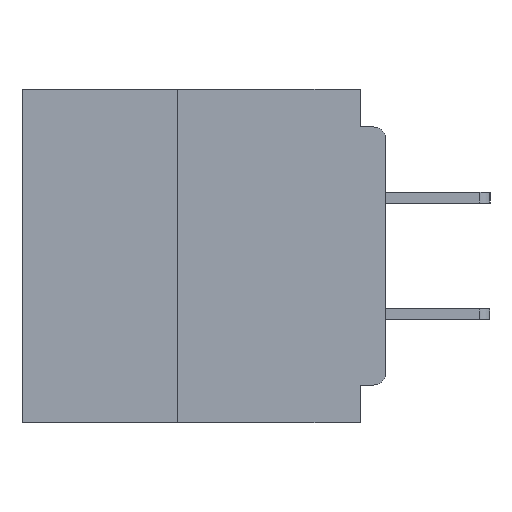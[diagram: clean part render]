
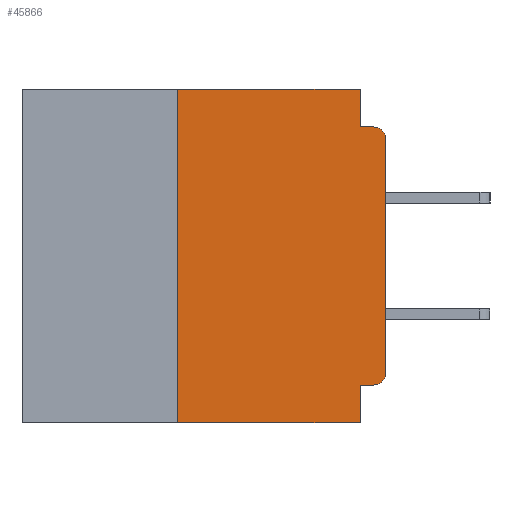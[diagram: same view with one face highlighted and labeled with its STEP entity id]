
A CAD part, left-side view. The second image highlights one B-rep face of the part: STEP entity #45866.
In plain terms, the highlighted planar face has unit normal (-1, 0, 0).
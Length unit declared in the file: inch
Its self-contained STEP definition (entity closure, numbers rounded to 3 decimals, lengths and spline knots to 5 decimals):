
#152 = VECTOR ( 'NONE', #13688, 39.37008 ) ;
#1618 = CARTESIAN_POINT ( 'NONE',  ( 0., 0.25, 0. ) ) ;
#2200 = VERTEX_POINT ( 'NONE', #10323 ) ;
#5918 = CARTESIAN_POINT ( 'NONE',  ( 0., 0.031, 0. ) ) ;
#6067 = EDGE_CURVE ( 'NONE', #40518, #24345, #30437, .T. ) ;
#6192 = VECTOR ( 'NONE', #54684, 39.37008 ) ;
#7487 = LINE ( 'NONE', #34358, #28852 ) ;
#7597 = CARTESIAN_POINT ( 'NONE',  ( 0., 0.031, -0.4 ) ) ;
#7640 = ORIENTED_EDGE ( 'NONE', *, *, #54252, .T. ) ;
#7998 = VERTEX_POINT ( 'NONE', #40064 ) ;
#8582 = CARTESIAN_POINT ( 'NONE',  ( 0., 0., 0. ) ) ;
#9409 = CARTESIAN_POINT ( 'NONE',  ( 0., 0.437, 0. ) ) ;
#9994 = AXIS2_PLACEMENT_3D ( 'NONE', #22678, #52369, #26957 ) ;
#10323 = CARTESIAN_POINT ( 'NONE',  ( 0., 0.015, -0.045 ) ) ;
#10771 = DIRECTION ( 'NONE',  ( 0., 0., 1. ) ) ;
#12878 = DIRECTION ( 'NONE',  ( 0., 0., 1. ) ) ;
#13688 = DIRECTION ( 'NONE',  ( 0., -1., 0. ) ) ;
#14464 = LINE ( 'NONE', #52445, #47071 ) ;
#14691 = PLANE ( 'NONE',  #45346 ) ;
#16422 = EDGE_CURVE ( 'NONE', #32918, #2200, #43703, .T. ) ;
#16800 = ORIENTED_EDGE ( 'NONE', *, *, #6067, .T. ) ;
#17945 = ORIENTED_EDGE ( 'NONE', *, *, #52525, .F. ) ;
#18221 = VERTEX_POINT ( 'NONE', #40246 ) ;
#18752 = LINE ( 'NONE', #19353, #51324 ) ;
#19014 = DIRECTION ( 'NONE',  ( 0., 0., -1. ) ) ;
#19081 = VECTOR ( 'NONE', #12878, 39.37008 ) ;
#19353 = CARTESIAN_POINT ( 'NONE',  ( 0., 0.25, -0.4 ) ) ;
#19726 = VERTEX_POINT ( 'NONE', #37167 ) ;
#20554 = VECTOR ( 'NONE', #38789, 39.37008 ) ;
#22678 = CARTESIAN_POINT ( 'NONE',  ( 0., 0.015, -0.06 ) ) ;
#22917 = DIRECTION ( 'NONE',  ( -1., 0., 0. ) ) ;
#24345 = VERTEX_POINT ( 'NONE', #35337 ) ;
#24747 = VERTEX_POINT ( 'NONE', #5918 ) ;
#25914 = ORIENTED_EDGE ( 'NONE', *, *, #49335, .F. ) ;
#26957 = DIRECTION ( 'NONE',  ( 0., 0., -1. ) ) ;
#28852 = VECTOR ( 'NONE', #38612, 39.37008 ) ;
#29369 = EDGE_CURVE ( 'NONE', #24747, #32918, #40211, .T. ) ;
#30214 = ORIENTED_EDGE ( 'NONE', *, *, #16422, .F. ) ;
#30248 = CARTESIAN_POINT ( 'NONE',  ( 0., 0., -0.355 ) ) ;
#30437 = LINE ( 'NONE', #8582, #19081 ) ;
#31568 = EDGE_CURVE ( 'NONE', #7998, #34450, #14464, .T. ) ;
#32442 = VECTOR ( 'NONE', #44802, 39.37008 ) ;
#32918 = VERTEX_POINT ( 'NONE', #40295 ) ;
#33350 = CIRCLE ( 'NONE', #9994, 0.015 ) ;
#33466 = EDGE_LOOP ( 'NONE', ( #16800, #41925, #30214, #38105, #45080, #25914, #34904, #34148, #17945, #7640 ) ) ;
#34148 = ORIENTED_EDGE ( 'NONE', *, *, #31568, .F. ) ;
#34358 = CARTESIAN_POINT ( 'NONE',  ( 0., 0.437, -0.4 ) ) ;
#34450 = VERTEX_POINT ( 'NONE', #7597 ) ;
#34904 = ORIENTED_EDGE ( 'NONE', *, *, #48468, .T. ) ;
#35337 = CARTESIAN_POINT ( 'NONE',  ( 0., 0., -0.06 ) ) ;
#35628 = DIRECTION ( 'NONE',  ( 0., 0., -1. ) ) ;
#37167 = CARTESIAN_POINT ( 'NONE',  ( 0., 0.25, -0.4 ) ) ;
#38105 = ORIENTED_EDGE ( 'NONE', *, *, #29369, .F. ) ;
#38258 = LINE ( 'NONE', #9409, #152 ) ;
#38612 = DIRECTION ( 'NONE',  ( 0., -1., 0. ) ) ;
#38789 = DIRECTION ( 'NONE',  ( 0., 1., 0. ) ) ;
#39165 = FACE_OUTER_BOUND ( 'NONE', #33466, .T. ) ;
#40064 = CARTESIAN_POINT ( 'NONE',  ( 0., 0.031, -0.355 ) ) ;
#40211 = LINE ( 'NONE', #50469, #6192 ) ;
#40246 = CARTESIAN_POINT ( 'NONE',  ( 0., 0.015, -0.355 ) ) ;
#40247 = CARTESIAN_POINT ( 'NONE',  ( 0., 0.437, 0. ) ) ;
#40295 = CARTESIAN_POINT ( 'NONE',  ( 0., 0.031, -0.045 ) ) ;
#40406 = VERTEX_POINT ( 'NONE', #1618 ) ;
#40518 = VERTEX_POINT ( 'NONE', #44970 ) ;
#41000 = EDGE_CURVE ( 'NONE', #24345, #2200, #33350, .T. ) ;
#41925 = ORIENTED_EDGE ( 'NONE', *, *, #41000, .T. ) ;
#43169 = LINE ( 'NONE', #30248, #20554 ) ;
#43703 = LINE ( 'NONE', #53155, #32442 ) ;
#44209 = AXIS2_PLACEMENT_3D ( 'NONE', #48362, #22917, #52622 ) ;
#44463 = DIRECTION ( 'NONE',  ( 1., 0., 0. ) ) ;
#44802 = DIRECTION ( 'NONE',  ( 0., -1., 0. ) ) ;
#44970 = CARTESIAN_POINT ( 'NONE',  ( 0., 0., -0.34 ) ) ;
#45080 = ORIENTED_EDGE ( 'NONE', *, *, #49759, .F. ) ;
#45346 = AXIS2_PLACEMENT_3D ( 'NONE', #40247, #44463, #19014 ) ;
#45866 = ADVANCED_FACE ( 'NONE', ( #39165 ), #14691, .F. ) ;
#46945 = CIRCLE ( 'NONE', #44209, 0.015 ) ;
#47071 = VECTOR ( 'NONE', #35628, 39.37008 ) ;
#48362 = CARTESIAN_POINT ( 'NONE',  ( 0., 0.015, -0.34 ) ) ;
#48468 = EDGE_CURVE ( 'NONE', #19726, #34450, #7487, .T. ) ;
#49335 = EDGE_CURVE ( 'NONE', #19726, #40406, #18752, .T. ) ;
#49759 = EDGE_CURVE ( 'NONE', #40406, #24747, #38258, .T. ) ;
#50469 = CARTESIAN_POINT ( 'NONE',  ( 0., 0.031, 0. ) ) ;
#51324 = VECTOR ( 'NONE', #10771, 39.37008 ) ;
#52369 = DIRECTION ( 'NONE',  ( -1., 0., 0. ) ) ;
#52445 = CARTESIAN_POINT ( 'NONE',  ( 0., 0.031, -0.4 ) ) ;
#52525 = EDGE_CURVE ( 'NONE', #18221, #7998, #43169, .T. ) ;
#52622 = DIRECTION ( 'NONE',  ( 0., 0., -1. ) ) ;
#53155 = CARTESIAN_POINT ( 'NONE',  ( 0., 0., -0.045 ) ) ;
#54252 = EDGE_CURVE ( 'NONE', #18221, #40518, #46945, .T. ) ;
#54684 = DIRECTION ( 'NONE',  ( 0., 0., -1. ) ) ;
